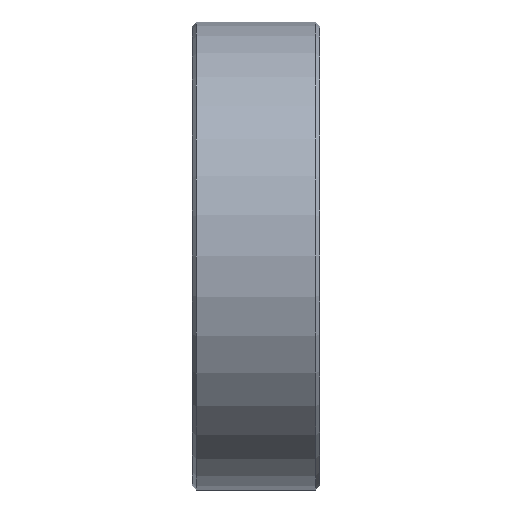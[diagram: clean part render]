
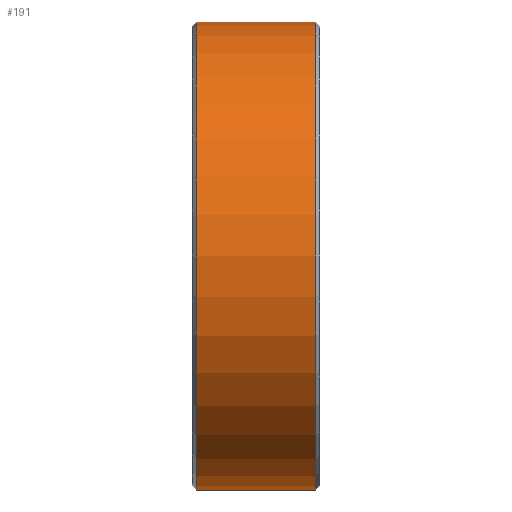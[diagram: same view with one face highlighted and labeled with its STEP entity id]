
A CAD part, left-side view. The second image highlights one B-rep face of the part: STEP entity #191.
In plain terms, the highlighted cylindrical face has radius 55 mm (diameter 110 mm), a partial arc.
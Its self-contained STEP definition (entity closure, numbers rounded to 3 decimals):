
#134 = LINE ( 'NONE', #1585, #3626 ) ;
#185 = EDGE_LOOP ( 'NONE', ( #2360, #2913, #1170, #3495 ) ) ;
#191 = ADVANCED_FACE ( 'NONE', ( #1576 ), #3286, .T. ) ;
#615 = LINE ( 'NONE', #1457, #2812 ) ;
#733 = EDGE_CURVE ( 'NONE', #1718, #2870, #3156, .T. ) ;
#1042 = CARTESIAN_POINT ( 'NONE',  ( 0., 29., -55. ) ) ;
#1097 = DIRECTION ( 'NONE',  ( 0., 1., 0. ) ) ;
#1170 = ORIENTED_EDGE ( 'NONE', *, *, #1805, .T. ) ;
#1264 = DIRECTION ( 'NONE',  ( 0., -1., 0. ) ) ;
#1347 = CIRCLE ( 'NONE', #2026, 55. ) ;
#1457 = CARTESIAN_POINT ( 'NONE',  ( 0., 3., -55. ) ) ;
#1467 = CARTESIAN_POINT ( 'NONE',  ( 0., 1., 0. ) ) ;
#1557 = CARTESIAN_POINT ( 'NONE',  ( 0., 3., 0. ) ) ;
#1569 = EDGE_CURVE ( 'NONE', #3068, #2870, #134, .T. ) ;
#1576 = FACE_OUTER_BOUND ( 'NONE', #185, .T. ) ;
#1585 = CARTESIAN_POINT ( 'NONE',  ( 0., 3., 55. ) ) ;
#1589 = DIRECTION ( 'NONE',  ( 0., -1., 0. ) ) ;
#1688 = AXIS2_PLACEMENT_3D ( 'NONE', #1557, #1589, #3342 ) ;
#1718 = VERTEX_POINT ( 'NONE', #2237 ) ;
#1721 = DIRECTION ( 'NONE',  ( 0., -1., 0. ) ) ;
#1731 = CARTESIAN_POINT ( 'NONE',  ( 0., 1., 55. ) ) ;
#1805 = EDGE_CURVE ( 'NONE', #3672, #1718, #615, .T. ) ;
#2026 = AXIS2_PLACEMENT_3D ( 'NONE', #2463, #2189, #3635 ) ;
#2189 = DIRECTION ( 'NONE',  ( 0., -1., 0. ) ) ;
#2223 = CARTESIAN_POINT ( 'NONE',  ( 0., 29., 55. ) ) ;
#2237 = CARTESIAN_POINT ( 'NONE',  ( 0., 1., -55. ) ) ;
#2360 = ORIENTED_EDGE ( 'NONE', *, *, #1569, .F. ) ;
#2463 = CARTESIAN_POINT ( 'NONE',  ( 0., 29., 0. ) ) ;
#2812 = VECTOR ( 'NONE', #1721, 1000. ) ;
#2846 = DIRECTION ( 'NONE',  ( 0., 0., 1. ) ) ;
#2870 = VERTEX_POINT ( 'NONE', #1731 ) ;
#2913 = ORIENTED_EDGE ( 'NONE', *, *, #3028, .T. ) ;
#3028 = EDGE_CURVE ( 'NONE', #3068, #3672, #1347, .T. ) ;
#3068 = VERTEX_POINT ( 'NONE', #2223 ) ;
#3156 = CIRCLE ( 'NONE', #3534, 55. ) ;
#3286 = CYLINDRICAL_SURFACE ( 'NONE', #1688, 55. ) ;
#3342 = DIRECTION ( 'NONE',  ( 0., 0., -1. ) ) ;
#3495 = ORIENTED_EDGE ( 'NONE', *, *, #733, .T. ) ;
#3534 = AXIS2_PLACEMENT_3D ( 'NONE', #1467, #1097, #2846 ) ;
#3626 = VECTOR ( 'NONE', #1264, 1000. ) ;
#3635 = DIRECTION ( 'NONE',  ( 0., 0., 1. ) ) ;
#3672 = VERTEX_POINT ( 'NONE', #1042 ) ;
